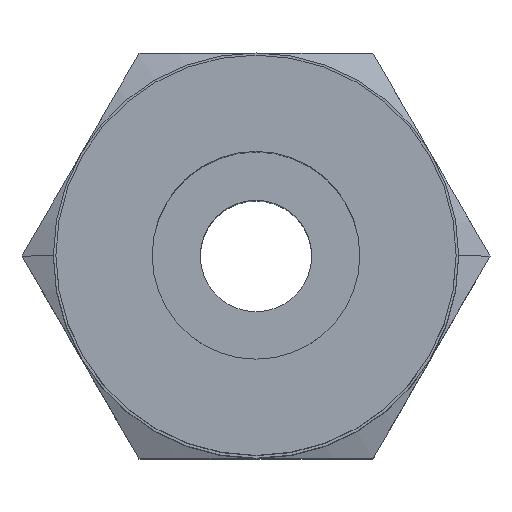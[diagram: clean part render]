
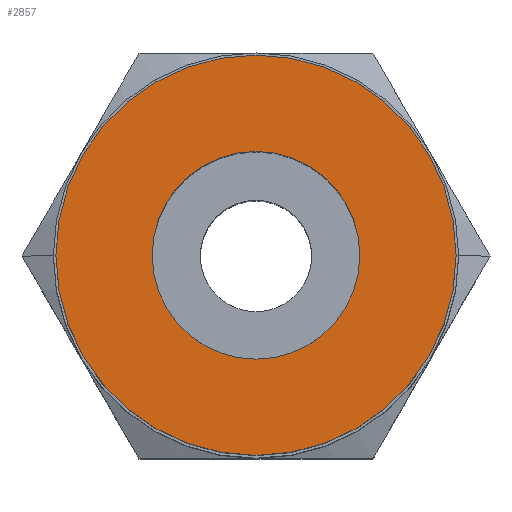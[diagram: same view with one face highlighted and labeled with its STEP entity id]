
A CAD part, top view. The second image highlights one B-rep face of the part: STEP entity #2857.
In plain terms, the highlighted planar face has unit normal (0, 0, 1).
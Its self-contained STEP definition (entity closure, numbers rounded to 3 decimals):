
#45 = AXIS2_PLACEMENT_3D ( 'NONE', #556, #1331, #2303 ) ;
#46 = CARTESIAN_POINT ( 'NONE',  ( 0., 0., 18.4 ) ) ;
#89 = DIRECTION ( 'NONE',  ( 0., 0., 1. ) ) ;
#91 = EDGE_LOOP ( 'NONE', ( #2331, #2324 ) ) ;
#117 = CIRCLE ( 'NONE', #2162, 2.05 ) ;
#271 = AXIS2_PLACEMENT_3D ( 'NONE', #2777, #1565, #2524 ) ;
#298 = DIRECTION ( 'NONE',  ( 1., 0., 0. ) ) ;
#344 = DIRECTION ( 'NONE',  ( 1., 0., 0. ) ) ;
#513 = VERTEX_POINT ( 'NONE', #1039 ) ;
#556 = CARTESIAN_POINT ( 'NONE',  ( 0., 0., 18.4 ) ) ;
#760 = CARTESIAN_POINT ( 'NONE',  ( 0., 0., 18.4 ) ) ;
#793 = CIRCLE ( 'NONE', #1904, 3.95 ) ;
#852 = AXIS2_PLACEMENT_3D ( 'NONE', #2006, #1698, #298 ) ;
#898 = EDGE_CURVE ( 'NONE', #943, #513, #2945, .T. ) ;
#943 = VERTEX_POINT ( 'NONE', #2564 ) ;
#977 = EDGE_LOOP ( 'NONE', ( #1048, #2164 ) ) ;
#1039 = CARTESIAN_POINT ( 'NONE',  ( 2.05, 0., 18.4 ) ) ;
#1048 = ORIENTED_EDGE ( 'NONE', *, *, #898, .F. ) ;
#1055 = DIRECTION ( 'NONE',  ( 1., 0., 0. ) ) ;
#1280 = EDGE_CURVE ( 'NONE', #2398, #1469, #3080, .T. ) ;
#1331 = DIRECTION ( 'NONE',  ( 0., 0., 1. ) ) ;
#1447 = EDGE_CURVE ( 'NONE', #513, #943, #117, .T. ) ;
#1451 = EDGE_CURVE ( 'NONE', #1469, #2398, #793, .T. ) ;
#1469 = VERTEX_POINT ( 'NONE', #2705 ) ;
#1565 = DIRECTION ( 'NONE',  ( 0., 0., 1. ) ) ;
#1698 = DIRECTION ( 'NONE',  ( 0., 0., 1. ) ) ;
#1904 = AXIS2_PLACEMENT_3D ( 'NONE', #760, #2454, #344 ) ;
#2004 = FACE_OUTER_BOUND ( 'NONE', #91, .T. ) ;
#2006 = CARTESIAN_POINT ( 'NONE',  ( 0., 0., 18.4 ) ) ;
#2062 = PLANE ( 'NONE',  #45 ) ;
#2162 = AXIS2_PLACEMENT_3D ( 'NONE', #46, #89, #1055 ) ;
#2164 = ORIENTED_EDGE ( 'NONE', *, *, #1447, .F. ) ;
#2303 = DIRECTION ( 'NONE',  ( 1., 0., 0. ) ) ;
#2324 = ORIENTED_EDGE ( 'NONE', *, *, #1451, .T. ) ;
#2331 = ORIENTED_EDGE ( 'NONE', *, *, #1280, .T. ) ;
#2398 = VERTEX_POINT ( 'NONE', #2667 ) ;
#2454 = DIRECTION ( 'NONE',  ( 0., 0., 1. ) ) ;
#2524 = DIRECTION ( 'NONE',  ( 1., 0., 0. ) ) ;
#2564 = CARTESIAN_POINT ( 'NONE',  ( -2.05, 0., 18.4 ) ) ;
#2667 = CARTESIAN_POINT ( 'NONE',  ( -3.95, 0., 18.4 ) ) ;
#2705 = CARTESIAN_POINT ( 'NONE',  ( 3.95, 0., 18.4 ) ) ;
#2777 = CARTESIAN_POINT ( 'NONE',  ( 0., 0., 18.4 ) ) ;
#2784 = FACE_BOUND ( 'NONE', #977, .T. ) ;
#2857 = ADVANCED_FACE ( 'NONE', ( #2784, #2004 ), #2062, .T. ) ;
#2945 = CIRCLE ( 'NONE', #852, 2.05 ) ;
#3080 = CIRCLE ( 'NONE', #271, 3.95 ) ;
